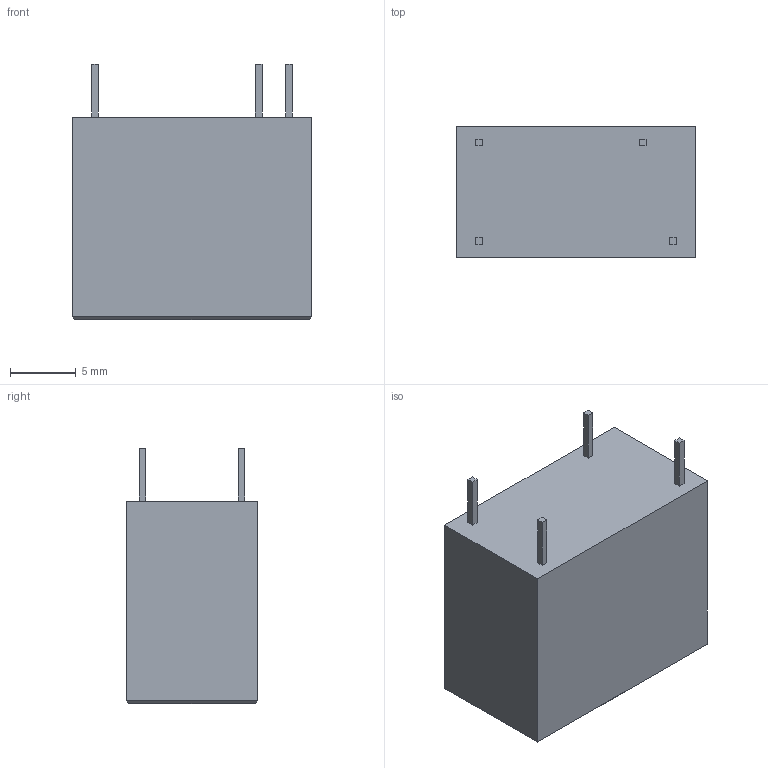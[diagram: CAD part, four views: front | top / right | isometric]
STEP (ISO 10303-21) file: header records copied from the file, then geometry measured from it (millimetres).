
FILE_DESCRIPTION((''),'2;1');
FILE_NAME('PRT0077','2020-11-30T14:58:22',('Administrator'),(''),'CREO PARAMETRIC BY PTC INC, 2020154','CREO PARAMETRIC BY PTC INC, 2020154','');
FILE_SCHEMA(('CONFIG_CONTROL_DESIGN','SHAPE_APPEARANCE_LAYERS_GROUPS'));
Length unit declared in the file: millimetre
Products named in the file (1): PRT0077
Bounding box: 18.25 x 10 x 19.4 mm (x, y, z)
Volume: 2813.4 mm3; surface area: 1260.4 mm2
Topology: 1 solids, 1 shells, 30 faces, 68 edges, 44 vertices
Faces by surface type: plane 30
Entity records: 983 total; most frequent: CARTESIAN_POINT 142, ORIENTED_EDGE 136, DIRECTION 128, VECTOR 68, LINE 68, EDGE_CURVE 68, COLOUR_RGB 48, VERTEX_POINT 44
